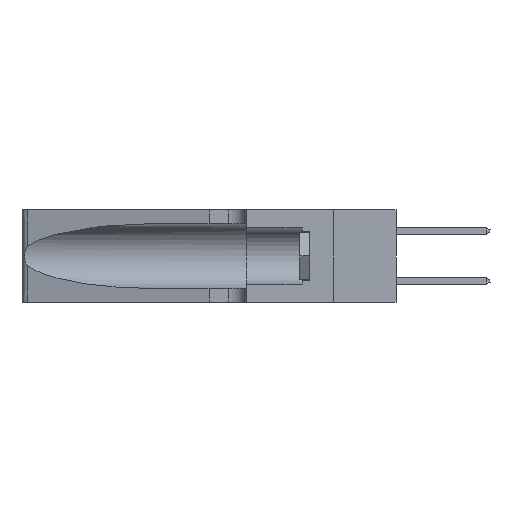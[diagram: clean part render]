
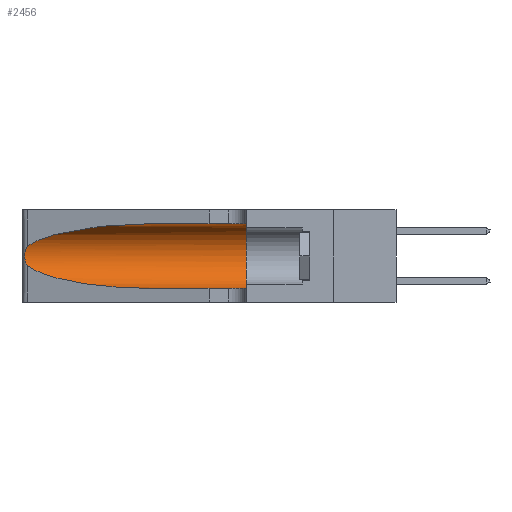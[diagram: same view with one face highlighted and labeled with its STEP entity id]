
A CAD part, left-side view. The second image highlights one B-rep face of the part: STEP entity #2456.
In plain terms, the highlighted cylindrical face has radius 3.308 mm (diameter 6.617 mm), a partial arc.
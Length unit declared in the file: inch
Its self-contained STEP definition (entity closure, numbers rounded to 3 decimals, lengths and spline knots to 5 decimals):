
#263 = VERTEX_POINT ( 'NONE', #10890 ) ;
#688 = CARTESIAN_POINT ( 'NONE',  ( 0.18966, 0.96281, 0.31525 ) ) ;
#748 = CARTESIAN_POINT ( 'NONE',  ( 0.1305, 0.72297, 0.31525 ) ) ;
#843 = ORIENTED_EDGE ( 'NONE', *, *, #14018, .T. ) ;
#990 = CARTESIAN_POINT ( 'NONE',  ( 0.26075, 1.23896, 0.178 ) ) ;
#2456 = ADVANCED_FACE ( 'NONE', ( #19346 ), #6886, .F. ) ;
#2514 = CARTESIAN_POINT ( 'NONE',  ( 0.25856, 1.23593, 0.16098 ) ) ;
#2956 = CARTESIAN_POINT ( 'NONE',  ( 0.2373, 1.15595, 0.08982 ) ) ;
#3072 = DIRECTION ( 'NONE',  ( 0., -1., 0. ) ) ;
#3733 = ORIENTED_EDGE ( 'NONE', *, *, #18487, .F. ) ;
#3827 = CARTESIAN_POINT ( 'NONE',  ( 0.25487, 1.22718, 0.22369 ) ) ;
#3938 = ORIENTED_EDGE ( 'NONE', *, *, #5231, .F. ) ;
#4079 = CARTESIAN_POINT ( 'NONE',  ( 0.25639, 1.23186, 0.15144 ) ) ;
#4875 = CARTESIAN_POINT ( 'NONE',  ( 0.1305, 0.72297, 0.31525 ) ) ;
#5231 = EDGE_CURVE ( 'NONE', #5947, #10442, #6578, .T. ) ;
#5357 = EDGE_CURVE ( 'NONE', #263, #16847, #16208, .T. ) ;
#5605 = CARTESIAN_POINT ( 'NONE',  ( 0.25487, 1.22718, 0.14631 ) ) ;
#5723 = VERTEX_POINT ( 'NONE', #4875 ) ;
#5947 = VERTEX_POINT ( 'NONE', #11467 ) ;
#6578 = CIRCLE ( 'NONE', #18263, 0.13025 ) ;
#6603 = VECTOR ( 'NONE', #3072, 39.37008 ) ;
#6604 = EDGE_CURVE ( 'NONE', #5723, #263, #12494, .T. ) ;
#6886 = CYLINDRICAL_SURFACE ( 'NONE', #11211, 0.13025 ) ;
#7043 = CARTESIAN_POINT ( 'NONE',  ( 0.25639, 1.23184, 0.21858 ) ) ;
#7532 = CARTESIAN_POINT ( 'NONE',  ( 0.18966, 0.96281, 0.05475 ) ) ;
#7862 = VECTOR ( 'NONE', #10135, 39.37008 ) ;
#8190 = DIRECTION ( 'NONE',  ( 0., -1., 0. ) ) ;
#8245 = DIRECTION ( 'NONE',  ( 0., 1., 0. ) ) ;
#8258 = DIRECTION ( 'NONE',  ( 0., 0., -1. ) ) ;
#8284 = CARTESIAN_POINT ( 'NONE',  ( 0.1305, 1.61858, 0.185 ) ) ;
#8568 = CARTESIAN_POINT ( 'NONE',  ( 0.25854, 1.2359, 0.20912 ) ) ;
#8989 = CARTESIAN_POINT ( 'NONE',  ( 0.1305, 0.72297, 0.05475 ) ) ;
#10086 = CARTESIAN_POINT ( 'NONE',  ( 0.26075, 1.23896, 0.19203 ) ) ;
#10088 = ORIENTED_EDGE ( 'NONE', *, *, #5357, .T. ) ;
#10135 = DIRECTION ( 'NONE',  ( 0., -1., 0. ) ) ;
#10307 =( BOUNDED_CURVE ( )  B_SPLINE_CURVE ( 3, ( #15042, #2956, #7532, #18064 ),
 .UNSPECIFIED., .F., .F. ) 
 B_SPLINE_CURVE_WITH_KNOTS ( ( 4, 4 ),
 ( 3.44316, 4.71239 ),
 .UNSPECIFIED. ) 
 CURVE ( )  GEOMETRIC_REPRESENTATION_ITEM ( )  RATIONAL_B_SPLINE_CURVE ( ( 1., 0.87, 0.87, 1. ) ) 
 REPRESENTATION_ITEM ( '' )  );
#10442 = VERTEX_POINT ( 'NONE', #16413 ) ;
#10890 = CARTESIAN_POINT ( 'NONE',  ( 0.25487, 1.22718, 0.22369 ) ) ;
#11206 = VERTEX_POINT ( 'NONE', #8989 ) ;
#11211 = AXIS2_PLACEMENT_3D ( 'NONE', #8284, #8190, #8258 ) ;
#11445 = EDGE_LOOP ( 'NONE', ( #18268, #10088, #14646, #843, #3938, #3733 ) ) ;
#11467 = CARTESIAN_POINT ( 'NONE',  ( 0.1305, 0.35, 0.31525 ) ) ;
#11490 = CARTESIAN_POINT ( 'NONE',  ( 0.25487, 1.22718, 0.22369 ) ) ;
#11614 = CARTESIAN_POINT ( 'NONE',  ( 0.26017, 1.23833, 0.17102 ) ) ;
#12494 =( BOUNDED_CURVE ( )  B_SPLINE_CURVE ( 3, ( #748, #688, #12917, #3827 ),
 .UNSPECIFIED., .F., .T. ) 
 B_SPLINE_CURVE_WITH_KNOTS ( ( 4, 4 ),
 ( 1.5708, 2.84003 ),
 .UNSPECIFIED. ) 
 CURVE ( )  GEOMETRIC_REPRESENTATION_ITEM ( )  RATIONAL_B_SPLINE_CURVE ( ( 1., 0.87, 0.87, 1. ) ) 
 REPRESENTATION_ITEM ( '' )  );
#12917 = CARTESIAN_POINT ( 'NONE',  ( 0.2373, 1.15595, 0.28018 ) ) ;
#13094 = CARTESIAN_POINT ( 'NONE',  ( 0.25555, 1.22994, 0.2215 ) ) ;
#13163 = CARTESIAN_POINT ( 'NONE',  ( 0.25789, 1.23486, 0.15765 ) ) ;
#13600 = CARTESIAN_POINT ( 'NONE',  ( 0.25487, 1.22718, 0.14631 ) ) ;
#14018 = EDGE_CURVE ( 'NONE', #11206, #10442, #14680, .T. ) ;
#14646 = ORIENTED_EDGE ( 'NONE', *, *, #17393, .T. ) ;
#14680 = LINE ( 'NONE', #18116, #6603 ) ;
#14682 = CARTESIAN_POINT ( 'NONE',  ( 0.25555, 1.22993, 0.14849 ) ) ;
#15042 = CARTESIAN_POINT ( 'NONE',  ( 0.25487, 1.22718, 0.14631 ) ) ;
#15897 = LINE ( 'NONE', #17637, #7862 ) ;
#16208 = B_SPLINE_CURVE_WITH_KNOTS ( 'NONE', 3,
 ( #11490, #13094, #7043, #17582, #8568, #19071, #10086, #990, #11614, #2514, #13163, #4079, #14682, #5605 ),
 .UNSPECIFIED., .F., .F.,
 ( 4, 2, 2, 2, 2, 2, 4 ),
 ( 0., 0.00027, 0.00053, 0.00107, 0.0016, 0.00187, 0.00214 ),
 .UNSPECIFIED. ) ;
#16413 = CARTESIAN_POINT ( 'NONE',  ( 0.1305, 0.35, 0.05475 ) ) ;
#16847 = VERTEX_POINT ( 'NONE', #13600 ) ;
#17249 = CARTESIAN_POINT ( 'NONE',  ( 0.1305, 0.35, 0.185 ) ) ;
#17393 = EDGE_CURVE ( 'NONE', #16847, #11206, #10307, .T. ) ;
#17582 = CARTESIAN_POINT ( 'NONE',  ( 0.25787, 1.23484, 0.2124 ) ) ;
#17637 = CARTESIAN_POINT ( 'NONE',  ( 0.1305, 1.61858, 0.31525 ) ) ;
#18064 = CARTESIAN_POINT ( 'NONE',  ( 0.1305, 0.72297, 0.05475 ) ) ;
#18116 = CARTESIAN_POINT ( 'NONE',  ( 0.1305, 1.61858, 0.05475 ) ) ;
#18263 = AXIS2_PLACEMENT_3D ( 'NONE', #17249, #8245, #18756 ) ;
#18268 = ORIENTED_EDGE ( 'NONE', *, *, #6604, .T. ) ;
#18487 = EDGE_CURVE ( 'NONE', #5723, #5947, #15897, .T. ) ;
#18756 = DIRECTION ( 'NONE',  ( 0., 0., 1. ) ) ;
#19071 = CARTESIAN_POINT ( 'NONE',  ( 0.26018, 1.23835, 0.19895 ) ) ;
#19346 = FACE_OUTER_BOUND ( 'NONE', #11445, .T. ) ;
